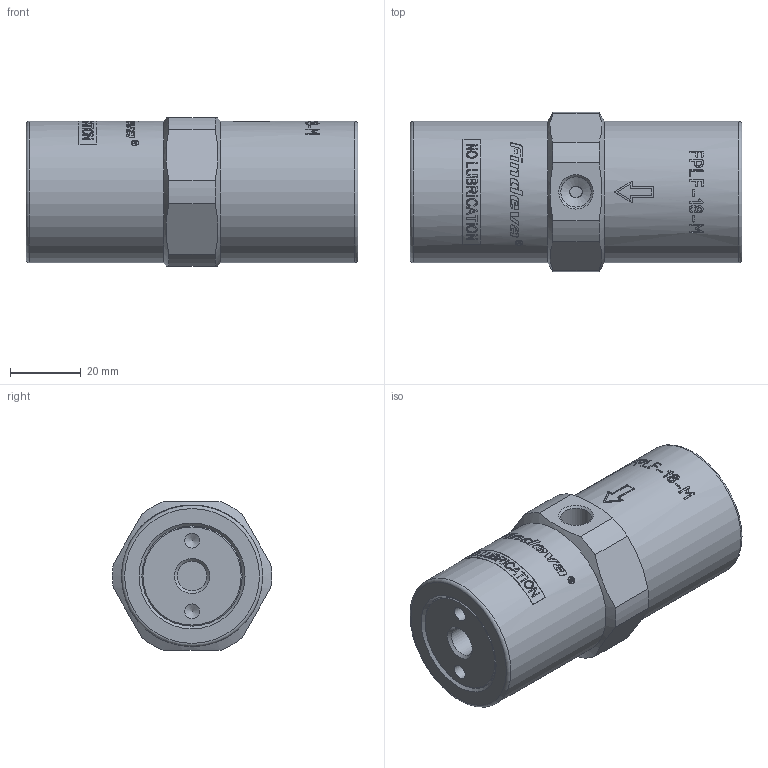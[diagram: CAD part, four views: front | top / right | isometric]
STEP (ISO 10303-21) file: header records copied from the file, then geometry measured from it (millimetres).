
FILE_DESCRIPTION((''),'2;1');
FILE_NAME('9518-20-M.stp','2012-04-02T23:23:27',('Petr'),(''),'Autodesk Inventor 2011','Autodesk Inventor 2011','');
FILE_SCHEMA(('CONFIG_CONTROL_DESIGN'));
Length unit declared in the file: millimetre
Products named in the file (1): 9518-20-M
Bounding box: 94 x 45.07 x 42 mm (x, y, z)
Volume: 118504.9 mm3; surface area: 16279.8 mm2
Topology: 1 solids, 1 shells, 477 faces, 1258 edges, 836 vertices
Faces by surface type: bspline 219, plane 178, cylinder 64, cone 14, torus 2
Full cylindrical faces by diameter (mm): 4.2 x4, 8.376 x1, 8.566 x2, 40 x2
Entity records: 55553 total; most frequent: CARTESIAN_POINT 45183, ORIENTED_EDGE 2442, DIRECTION 1314, EDGE_CURVE 1221, VERTEX_POINT 824, B_SPLINE_CURVE_WITH_KNOTS 578, EDGE_LOOP 555, FACE_OUTER_BOUND 477
